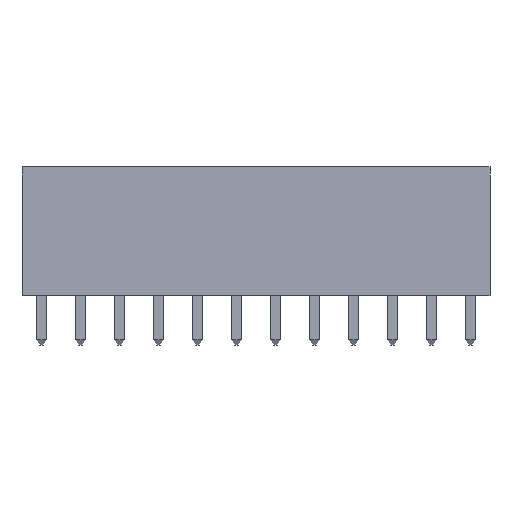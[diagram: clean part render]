
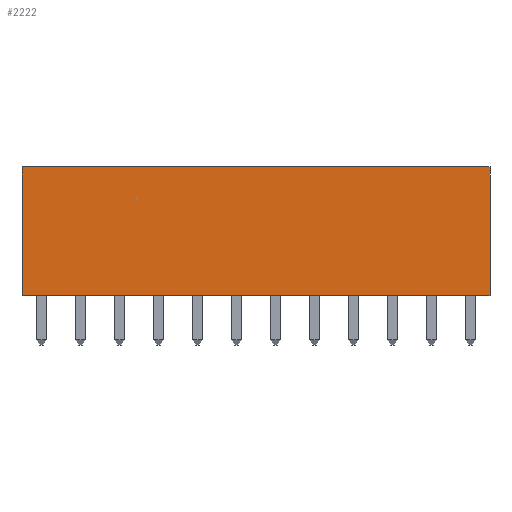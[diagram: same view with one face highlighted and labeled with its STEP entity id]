
A CAD part, front view. The second image highlights one B-rep face of the part: STEP entity #2222.
In plain terms, the highlighted planar face has unit normal (0, -1, 0).
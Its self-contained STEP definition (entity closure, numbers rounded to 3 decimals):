
#235 = VERTEX_POINT ( 'NONE', #3945 ) ;
#888 = EDGE_CURVE ( 'NONE', #13289, #8898, #9507, .T. ) ;
#996 = DIRECTION ( 'NONE',  ( 0., -1., 0. ) ) ;
#1357 = VECTOR ( 'NONE', #2657, 1000. ) ;
#1507 = ORIENTED_EDGE ( 'NONE', *, *, #888, .F. ) ;
#1546 = ORIENTED_EDGE ( 'NONE', *, *, #11671, .F. ) ;
#2159 = EDGE_CURVE ( 'NONE', #13289, #235, #5792, .T. ) ;
#2222 = ADVANCED_FACE ( 'NONE', ( #6975 ), #7128, .T. ) ;
#2657 = DIRECTION ( 'NONE',  ( 1., 0., 0. ) ) ;
#2756 = LINE ( 'NONE', #8262, #8054 ) ;
#2985 = VECTOR ( 'NONE', #3000, 1000. ) ;
#3000 = DIRECTION ( 'NONE',  ( 1., 0., 0. ) ) ;
#3945 = CARTESIAN_POINT ( 'NONE',  ( 29.21, -1.27, 0. ) ) ;
#4203 = LINE ( 'NONE', #12693, #1357 ) ;
#4454 = AXIS2_PLACEMENT_3D ( 'NONE', #8406, #996, #7340 ) ;
#5432 = VERTEX_POINT ( 'NONE', #6837 ) ;
#5792 = LINE ( 'NONE', #9347, #2985 ) ;
#5865 = EDGE_CURVE ( 'NONE', #8898, #5432, #4203, .T. ) ;
#6229 = CARTESIAN_POINT ( 'NONE',  ( -1.27, -1.27, 0. ) ) ;
#6277 = CARTESIAN_POINT ( 'NONE',  ( -1.27, -1.27, 0. ) ) ;
#6837 = CARTESIAN_POINT ( 'NONE',  ( 29.21, -1.27, 8.4 ) ) ;
#6975 = FACE_OUTER_BOUND ( 'NONE', #8032, .T. ) ;
#7128 = PLANE ( 'NONE',  #4454 ) ;
#7340 = DIRECTION ( 'NONE',  ( 0., 0., -1. ) ) ;
#8032 = EDGE_LOOP ( 'NONE', ( #10716, #1507, #13138, #1546 ) ) ;
#8054 = VECTOR ( 'NONE', #9327, 1000. ) ;
#8262 = CARTESIAN_POINT ( 'NONE',  ( 29.21, -1.27, 0. ) ) ;
#8406 = CARTESIAN_POINT ( 'NONE',  ( -1.27, -1.27, 0. ) ) ;
#8898 = VERTEX_POINT ( 'NONE', #11087 ) ;
#9175 = VECTOR ( 'NONE', #12552, 1000. ) ;
#9327 = DIRECTION ( 'NONE',  ( 0., 0., -1. ) ) ;
#9347 = CARTESIAN_POINT ( 'NONE',  ( -1.27, -1.27, 0. ) ) ;
#9507 = LINE ( 'NONE', #6229, #9175 ) ;
#10716 = ORIENTED_EDGE ( 'NONE', *, *, #5865, .F. ) ;
#11087 = CARTESIAN_POINT ( 'NONE',  ( -1.27, -1.27, 8.4 ) ) ;
#11671 = EDGE_CURVE ( 'NONE', #5432, #235, #2756, .T. ) ;
#12552 = DIRECTION ( 'NONE',  ( 0., 0., 1. ) ) ;
#12693 = CARTESIAN_POINT ( 'NONE',  ( 0., -1.27, 8.4 ) ) ;
#13138 = ORIENTED_EDGE ( 'NONE', *, *, #2159, .T. ) ;
#13289 = VERTEX_POINT ( 'NONE', #6277 ) ;
